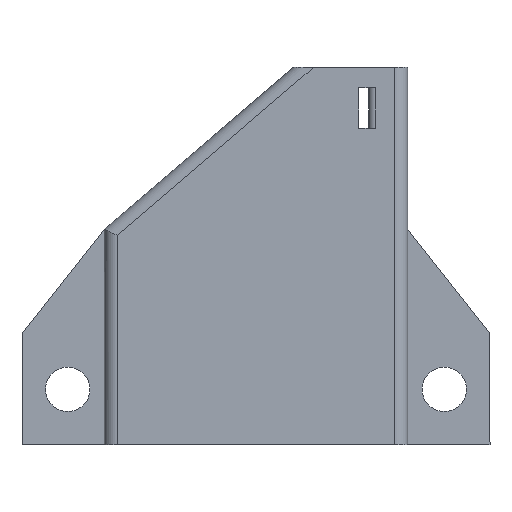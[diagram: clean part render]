
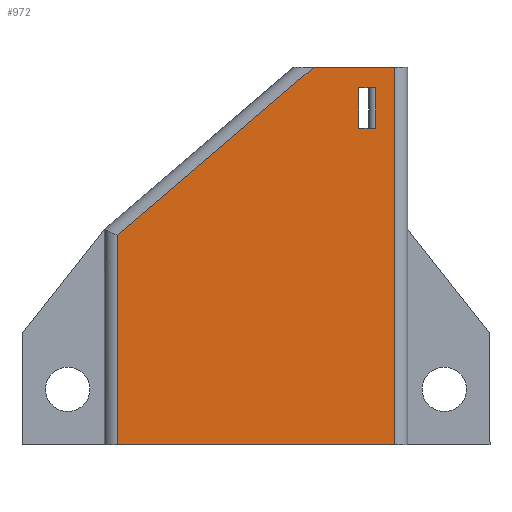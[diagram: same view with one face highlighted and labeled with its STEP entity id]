
A CAD part, front view. The second image highlights one B-rep face of the part: STEP entity #972.
In plain terms, the highlighted planar face has unit normal (0, -1, 0).
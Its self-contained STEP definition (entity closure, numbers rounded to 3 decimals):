
#62=FACE_BOUND('',#152,.T.);
#89=FACE_OUTER_BOUND('',#151,.T.);
#151=EDGE_LOOP('',(#787,#788,#789,#790,#791));
#152=EDGE_LOOP('',(#792,#793,#794,#795));
#219=LINE('',#1383,#314);
#235=LINE('',#1422,#330);
#240=LINE('',#1435,#335);
#251=LINE('',#1638,#346);
#279=LINE('',#1723,#374);
#280=LINE('',#1727,#375);
#282=LINE('',#1733,#377);
#287=LINE('',#1750,#382);
#288=LINE('',#1751,#383);
#314=VECTOR('',#1115,10.);
#330=VECTOR('',#1145,10.);
#335=VECTOR('',#1158,10.);
#346=VECTOR('',#1183,10.);
#374=VECTOR('',#1249,10.);
#375=VECTOR('',#1254,10.);
#377=VECTOR('',#1260,10.);
#382=VECTOR('',#1269,10.);
#383=VECTOR('',#1270,10.);
#412=VERTEX_POINT('',#1381);
#413=VERTEX_POINT('',#1382);
#429=VERTEX_POINT('',#1420);
#433=VERTEX_POINT('',#1434);
#449=VERTEX_POINT('',#1635);
#450=VERTEX_POINT('',#1637);
#482=VERTEX_POINT('',#1722);
#483=VERTEX_POINT('',#1726);
#485=VERTEX_POINT('',#1732);
#503=EDGE_CURVE('',#412,#413,#219,.T.);
#523=EDGE_CURVE('',#413,#429,#235,.T.);
#529=EDGE_CURVE('',#433,#412,#240,.T.);
#553=EDGE_CURVE('',#450,#449,#251,.T.);
#594=EDGE_CURVE('',#450,#482,#279,.T.);
#596=EDGE_CURVE('',#482,#483,#280,.T.);
#599=EDGE_CURVE('',#485,#483,#282,.T.);
#606=EDGE_CURVE('',#485,#449,#287,.T.);
#607=EDGE_CURVE('',#429,#433,#288,.T.);
#787=ORIENTED_EDGE('',*,*,#596,.F.);
#788=ORIENTED_EDGE('',*,*,#594,.F.);
#789=ORIENTED_EDGE('',*,*,#553,.T.);
#790=ORIENTED_EDGE('',*,*,#606,.F.);
#791=ORIENTED_EDGE('',*,*,#599,.T.);
#792=ORIENTED_EDGE('',*,*,#523,.T.);
#793=ORIENTED_EDGE('',*,*,#607,.T.);
#794=ORIENTED_EDGE('',*,*,#529,.T.);
#795=ORIENTED_EDGE('',*,*,#503,.T.);
#931=PLANE('',#1062);
#972=ADVANCED_FACE('',(#89,#62),#931,.T.);
#1062=AXIS2_PLACEMENT_3D('',#1749,#1267,#1268);
#1115=DIRECTION('',(-1.,0.,0.));
#1145=DIRECTION('',(0.,0.,1.));
#1158=DIRECTION('',(0.,0.,-1.));
#1183=DIRECTION('',(1.,0.,0.));
#1249=DIRECTION('',(0.,0.,1.));
#1254=DIRECTION('',(0.76,0.,0.65));
#1260=DIRECTION('',(-1.,0.,0.));
#1267=DIRECTION('center_axis',(0.,-1.,0.));
#1268=DIRECTION('ref_axis',(0.,0.,-1.));
#1269=DIRECTION('',(0.,0.,-1.));
#1270=DIRECTION('',(1.,0.,0.));
#1381=CARTESIAN_POINT('',(19.037,-7.4,15.71));
#1382=CARTESIAN_POINT('',(17.755,-7.4,15.71));
#1383=CARTESIAN_POINT('',(13.627,-7.4,15.71));
#1420=CARTESIAN_POINT('',(17.755,-7.4,18.837));
#1422=CARTESIAN_POINT('',(17.755,-7.4,7.293));
#1434=CARTESIAN_POINT('',(19.037,-7.4,18.837));
#1435=CARTESIAN_POINT('',(19.037,-7.4,17.273));
#1635=CARTESIAN_POINT('',(20.5,-7.4,-8.5));
#1637=CARTESIAN_POINT('',(-0.7,-7.4,-8.5));
#1638=CARTESIAN_POINT('',(-1.8,-7.4,-8.5));
#1722=CARTESIAN_POINT('',(-0.7,-7.4,7.539));
#1723=CARTESIAN_POINT('',(-0.7,-7.4,-4.25));
#1726=CARTESIAN_POINT('',(14.339,-7.4,20.4));
#1727=CARTESIAN_POINT('',(-0.841,-7.4,7.419));
#1732=CARTESIAN_POINT('',(20.5,-7.4,20.4));
#1733=CARTESIAN_POINT('',(-1.7,-7.4,20.4));
#1749=CARTESIAN_POINT('Origin',(9.5,-7.4,-4.25));
#1750=CARTESIAN_POINT('',(20.5,-7.4,-4.25));
#1751=CARTESIAN_POINT('',(14.018,-7.4,18.837));
